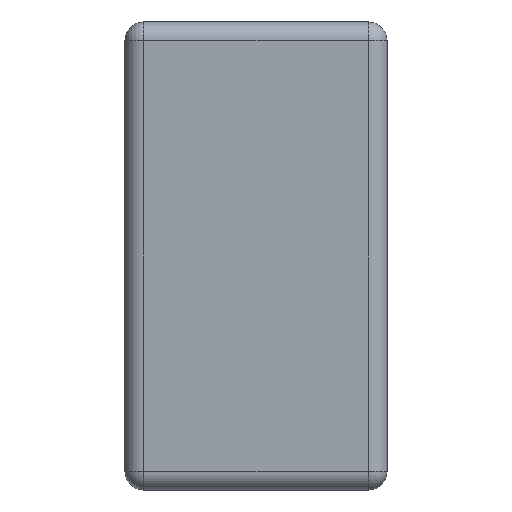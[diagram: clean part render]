
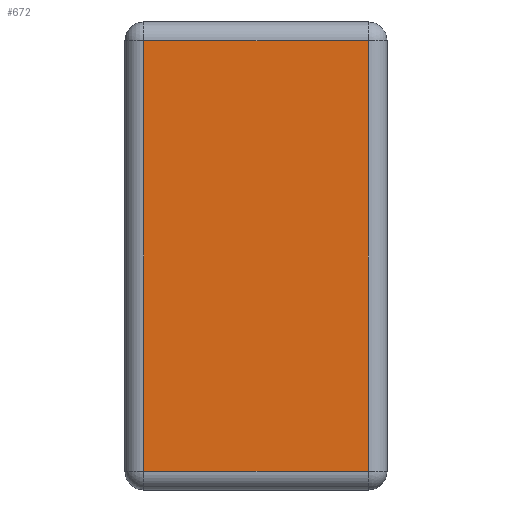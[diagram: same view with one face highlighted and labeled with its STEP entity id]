
A CAD part, left-side view. The second image highlights one B-rep face of the part: STEP entity #672.
In plain terms, the highlighted planar face has unit normal (-1, 0, 0).
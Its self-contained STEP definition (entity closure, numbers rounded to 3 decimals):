
#106 = LINE ( 'NONE', #894, #641 ) ;
#124 = EDGE_CURVE ( 'NONE', #552, #396, #647, .T. ) ;
#133 = ORIENTED_EDGE ( 'NONE', *, *, #750, .T. ) ;
#168 = CARTESIAN_POINT ( 'NONE',  ( -1., 0.05, 0.575 ) ) ;
#172 = DIRECTION ( 'NONE',  ( 0., -1., 0. ) ) ;
#216 = DIRECTION ( 'NONE',  ( 1., 0., 0. ) ) ;
#227 = AXIS2_PLACEMENT_3D ( 'NONE', #1203, #216, #767 ) ;
#257 = VECTOR ( 'NONE', #172, 1000. ) ;
#307 = VERTEX_POINT ( 'NONE', #829 ) ;
#314 = CARTESIAN_POINT ( 'NONE',  ( -1., 0.65, 0.575 ) ) ;
#322 = VECTOR ( 'NONE', #806, 1000. ) ;
#387 = ORIENTED_EDGE ( 'NONE', *, *, #124, .T. ) ;
#396 = VERTEX_POINT ( 'NONE', #168 ) ;
#446 = CARTESIAN_POINT ( 'NONE',  ( -1., 0.05, -0.625 ) ) ;
#450 = ORIENTED_EDGE ( 'NONE', *, *, #1022, .T. ) ;
#473 = CARTESIAN_POINT ( 'NONE',  ( -1., 0.7, 0.575 ) ) ;
#540 = EDGE_LOOP ( 'NONE', ( #133, #450, #387, #1107 ) ) ;
#552 = VERTEX_POINT ( 'NONE', #1028 ) ;
#641 = VECTOR ( 'NONE', #1319, 1000. ) ;
#647 = LINE ( 'NONE', #446, #933 ) ;
#672 = ADVANCED_FACE ( 'NONE', ( #772 ), #780, .F. ) ;
#740 = VERTEX_POINT ( 'NONE', #314 ) ;
#750 = EDGE_CURVE ( 'NONE', #740, #307, #106, .T. ) ;
#767 = DIRECTION ( 'NONE',  ( 0., 0., -1. ) ) ;
#772 = FACE_OUTER_BOUND ( 'NONE', #540, .T. ) ;
#780 = PLANE ( 'NONE',  #227 ) ;
#806 = DIRECTION ( 'NONE',  ( 0., 1., 0. ) ) ;
#829 = CARTESIAN_POINT ( 'NONE',  ( -1., 0.65, -0.575 ) ) ;
#894 = CARTESIAN_POINT ( 'NONE',  ( -1., 0.65, -0.625 ) ) ;
#896 = DIRECTION ( 'NONE',  ( 0., 0., 1. ) ) ;
#933 = VECTOR ( 'NONE', #896, 1000. ) ;
#1022 = EDGE_CURVE ( 'NONE', #307, #552, #1281, .T. ) ;
#1028 = CARTESIAN_POINT ( 'NONE',  ( -1., 0.05, -0.575 ) ) ;
#1107 = ORIENTED_EDGE ( 'NONE', *, *, #1340, .T. ) ;
#1164 = CARTESIAN_POINT ( 'NONE',  ( -1., 0.7, -0.575 ) ) ;
#1203 = CARTESIAN_POINT ( 'NONE',  ( -1., 0.7, -0.625 ) ) ;
#1239 = LINE ( 'NONE', #473, #322 ) ;
#1281 = LINE ( 'NONE', #1164, #257 ) ;
#1319 = DIRECTION ( 'NONE',  ( 0., 0., -1. ) ) ;
#1340 = EDGE_CURVE ( 'NONE', #396, #740, #1239, .T. ) ;
